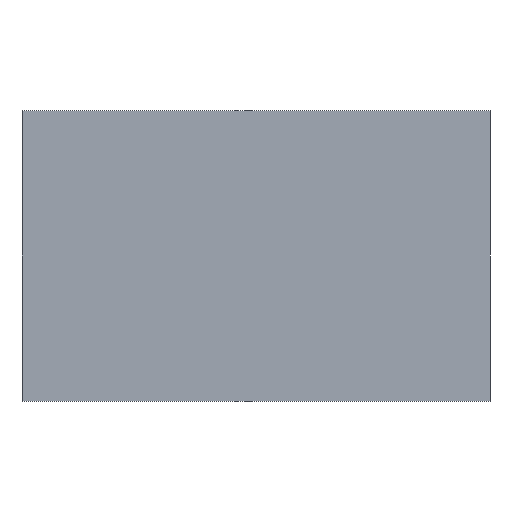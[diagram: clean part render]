
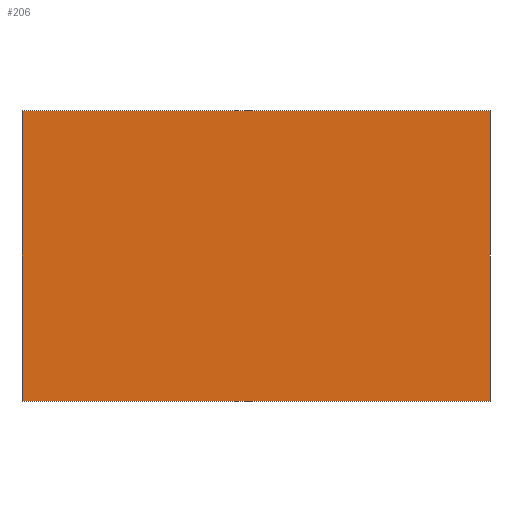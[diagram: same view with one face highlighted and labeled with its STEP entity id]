
A CAD part, left-side view. The second image highlights one B-rep face of the part: STEP entity #206.
In plain terms, the highlighted planar face has unit normal (-1, 0, 0).
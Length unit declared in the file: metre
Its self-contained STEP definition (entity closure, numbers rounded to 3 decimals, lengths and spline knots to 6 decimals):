
#30=LINE('',#531,#50);
#37=LINE('',#546,#57);
#38=LINE('',#548,#58);
#39=LINE('',#550,#59);
#50=VECTOR('',#316,1.);
#57=VECTOR('',#327,1.);
#58=VECTOR('',#328,1.);
#59=VECTOR('',#329,1.);
#94=ORIENTED_EDGE('',*,*,#129,.F.);
#95=ORIENTED_EDGE('',*,*,#122,.F.);
#96=ORIENTED_EDGE('',*,*,#130,.F.);
#97=ORIENTED_EDGE('',*,*,#131,.F.);
#122=EDGE_CURVE('',#142,#143,#30,.T.);
#129=EDGE_CURVE('',#143,#148,#37,.T.);
#130=EDGE_CURVE('',#149,#142,#38,.T.);
#131=EDGE_CURVE('',#148,#149,#39,.T.);
#142=VERTEX_POINT('',#532);
#143=VERTEX_POINT('',#533);
#148=VERTEX_POINT('',#547);
#149=VERTEX_POINT('',#549);
#162=EDGE_LOOP('',(#94,#95,#96,#97));
#174=FACE_BOUND('',#162,.T.);
#183=PLANE('',#294);
#206=ADVANCED_FACE('',(#174),#183,.F.);
#294=AXIS2_PLACEMENT_3D('',#545,#325,#326);
#316=DIRECTION('',(0.,0.,-1.));
#325=DIRECTION('',(1.,0.,0.));
#326=DIRECTION('',(0.,0.,1.));
#327=DIRECTION('',(0.,1.,0.));
#328=DIRECTION('',(0.,-1.,0.));
#329=DIRECTION('',(0.,0.,1.));
#531=CARTESIAN_POINT('',(0.0102,-0.0037,-0.0197));
#532=CARTESIAN_POINT('',(0.0102,-0.0037,-0.0197));
#533=CARTESIAN_POINT('',(0.0102,-0.0037,-0.0243));
#545=CARTESIAN_POINT('',(0.0102,0.,-0.022));
#546=CARTESIAN_POINT('',(0.0102,-0.0037,-0.0243));
#547=CARTESIAN_POINT('',(0.0102,0.0037,-0.0243));
#548=CARTESIAN_POINT('',(0.0102,0.0037,-0.0197));
#549=CARTESIAN_POINT('',(0.0102,0.0037,-0.0197));
#550=CARTESIAN_POINT('',(0.0102,0.0037,-0.0243));
